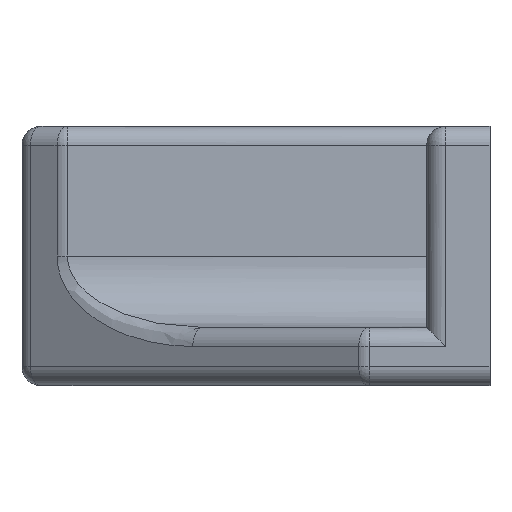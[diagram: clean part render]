
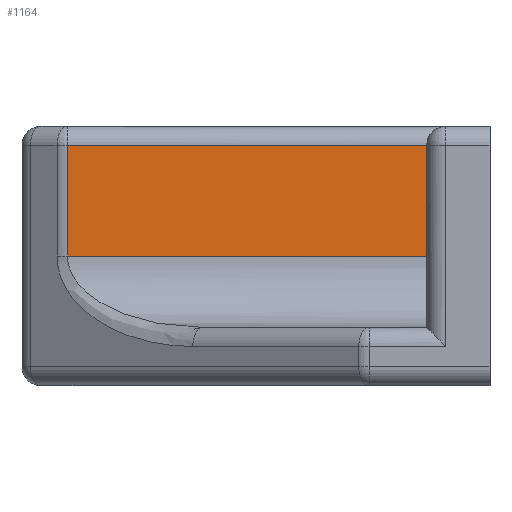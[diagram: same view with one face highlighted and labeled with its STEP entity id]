
A CAD part, front view. The second image highlights one B-rep face of the part: STEP entity #1164.
In plain terms, the highlighted planar face has unit normal (0, -1, 0).
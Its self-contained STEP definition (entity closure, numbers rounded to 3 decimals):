
#46=PLANE('',#1328);
#110=LINE('',#1986,#198);
#112=LINE('',#1991,#200);
#140=LINE('',#2088,#228);
#147=LINE('',#2110,#235);
#198=VECTOR('',#1596,10.);
#200=VECTOR('',#1600,10.);
#228=VECTOR('',#1680,10.);
#235=VECTOR('',#1711,10.);
#348=FACE_OUTER_BOUND('',#426,.T.);
#426=EDGE_LOOP('',(#1057,#1058,#1059,#1060));
#568=VERTEX_POINT('',#1940);
#571=VERTEX_POINT('',#1979);
#574=VERTEX_POINT('',#1990);
#587=VERTEX_POINT('',#2086);
#704=EDGE_CURVE('',#571,#568,#110,.T.);
#706=EDGE_CURVE('',#568,#574,#112,.T.);
#744=EDGE_CURVE('',#571,#587,#140,.T.);
#753=EDGE_CURVE('',#587,#574,#147,.T.);
#1057=ORIENTED_EDGE('',*,*,#704,.F.);
#1058=ORIENTED_EDGE('',*,*,#744,.T.);
#1059=ORIENTED_EDGE('',*,*,#753,.T.);
#1060=ORIENTED_EDGE('',*,*,#706,.F.);
#1164=ADVANCED_FACE('',(#348),#46,.F.);
#1328=AXIS2_PLACEMENT_3D('',#2109,#1709,#1710);
#1596=DIRECTION('',(0.,0.,1.));
#1600=DIRECTION('',(1.,0.,0.));
#1680=DIRECTION('',(1.,0.,0.));
#1709=DIRECTION('center_axis',(0.,1.,0.));
#1710=DIRECTION('ref_axis',(0.,0.,1.));
#1711=DIRECTION('',(0.,0.,1.));
#1940=CARTESIAN_POINT('',(-43.646,-37.85,19.));
#1979=CARTESIAN_POINT('',(-43.646,-37.85,10.25));
#1986=CARTESIAN_POINT('',(-43.646,-37.85,15.375));
#1990=CARTESIAN_POINT('',(-15.25,-37.85,19.));
#1991=CARTESIAN_POINT('',(-28.75,-37.85,19.));
#2086=CARTESIAN_POINT('',(-15.25,-37.85,10.25));
#2088=CARTESIAN_POINT('',(-47.25,-37.85,10.25));
#2109=CARTESIAN_POINT('Origin',(-47.25,-37.85,10.25));
#2110=CARTESIAN_POINT('',(-15.25,-37.85,10.25));
